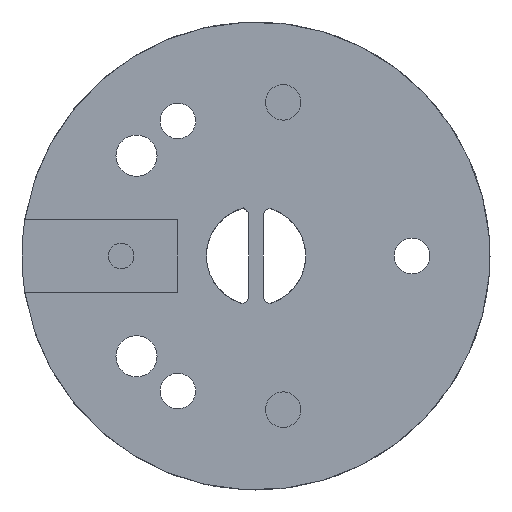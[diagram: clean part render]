
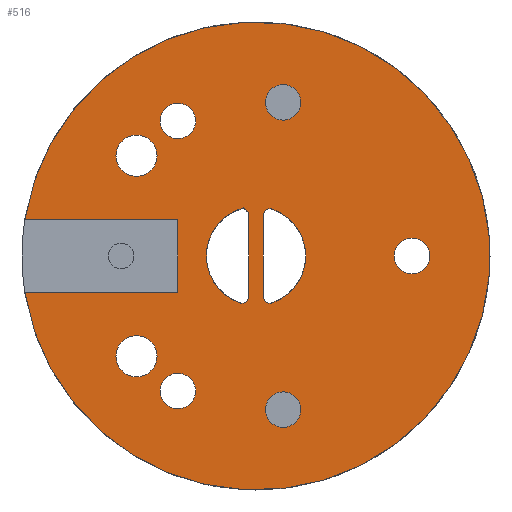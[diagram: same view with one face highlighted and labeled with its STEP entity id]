
A CAD part, front view. The second image highlights one B-rep face of the part: STEP entity #516.
In plain terms, the highlighted planar face has unit normal (0, -1, 0).
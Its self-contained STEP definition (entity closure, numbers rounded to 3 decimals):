
#22=LINE('',#816,#56);
#28=LINE('',#851,#62);
#29=LINE('',#853,#63);
#30=LINE('',#855,#64);
#31=LINE('',#859,#65);
#56=VECTOR('',#649,10.);
#62=VECTOR('',#687,10.);
#63=VECTOR('',#688,10.);
#64=VECTOR('',#689,10.);
#65=VECTOR('',#694,10.);
#106=FACE_BOUND('',#163,.T.);
#107=FACE_BOUND('',#164,.T.);
#108=FACE_BOUND('',#165,.T.);
#109=FACE_BOUND('',#166,.T.);
#110=FACE_BOUND('',#167,.T.);
#111=FACE_BOUND('',#168,.T.);
#112=FACE_BOUND('',#169,.T.);
#113=FACE_BOUND('',#170,.T.);
#114=FACE_BOUND('',#171,.T.);
#126=FACE_OUTER_BOUND('',#162,.T.);
#162=EDGE_LOOP('',(#403,#404,#405,#406));
#163=EDGE_LOOP('',(#407,#408,#409,#410,#411));
#164=EDGE_LOOP('',(#412,#413,#414,#415,#416));
#165=EDGE_LOOP('',(#417));
#166=EDGE_LOOP('',(#418));
#167=EDGE_LOOP('',(#419));
#168=EDGE_LOOP('',(#420));
#169=EDGE_LOOP('',(#421));
#170=EDGE_LOOP('',(#422));
#171=EDGE_LOOP('',(#423));
#201=CIRCLE('',#551,0.5);
#202=CIRCLE('',#553,0.5);
#203=CIRCLE('',#556,0.5);
#210=CIRCLE('',#565,3.5);
#211=CIRCLE('',#566,3.5);
#212=CIRCLE('',#567,3.5);
#213=CIRCLE('',#569,1.);
#214=CIRCLE('',#571,16.5);
#215=CIRCLE('',#572,0.5);
#216=CIRCLE('',#573,1.45);
#217=CIRCLE('',#574,1.45);
#218=CIRCLE('',#575,1.25);
#219=CIRCLE('',#576,1.25);
#220=CIRCLE('',#577,1.25);
#221=CIRCLE('',#578,1.25);
#222=CIRCLE('',#579,1.25);
#241=VERTEX_POINT('',#804);
#242=VERTEX_POINT('',#806);
#243=VERTEX_POINT('',#810);
#244=VERTEX_POINT('',#812);
#245=VERTEX_POINT('',#818);
#246=VERTEX_POINT('',#820);
#253=VERTEX_POINT('',#837);
#254=VERTEX_POINT('',#838);
#255=VERTEX_POINT('',#841);
#256=VERTEX_POINT('',#849);
#257=VERTEX_POINT('',#850);
#258=VERTEX_POINT('',#852);
#259=VERTEX_POINT('',#854);
#260=VERTEX_POINT('',#857);
#261=VERTEX_POINT('',#860);
#262=VERTEX_POINT('',#862);
#263=VERTEX_POINT('',#864);
#264=VERTEX_POINT('',#866);
#265=VERTEX_POINT('',#868);
#266=VERTEX_POINT('',#870);
#267=VERTEX_POINT('',#872);
#291=EDGE_CURVE('',#242,#241,#201,.T.);
#294=EDGE_CURVE('',#244,#243,#202,.T.);
#296=EDGE_CURVE('',#243,#242,#22,.T.);
#299=EDGE_CURVE('',#245,#246,#203,.T.);
#306=EDGE_CURVE('',#253,#254,#210,.T.);
#308=EDGE_CURVE('',#255,#244,#211,.T.);
#310=EDGE_CURVE('',#241,#255,#212,.T.);
#312=EDGE_CURVE('',#254,#245,#213,.T.);
#313=EDGE_CURVE('',#256,#257,#28,.T.);
#314=EDGE_CURVE('',#258,#256,#29,.T.);
#315=EDGE_CURVE('',#259,#258,#30,.T.);
#316=EDGE_CURVE('',#257,#259,#214,.T.);
#317=EDGE_CURVE('',#260,#253,#215,.T.);
#318=EDGE_CURVE('',#246,#260,#31,.T.);
#319=EDGE_CURVE('',#261,#261,#216,.T.);
#320=EDGE_CURVE('',#262,#262,#217,.T.);
#321=EDGE_CURVE('',#263,#263,#218,.T.);
#322=EDGE_CURVE('',#264,#264,#219,.T.);
#323=EDGE_CURVE('',#265,#265,#220,.T.);
#324=EDGE_CURVE('',#266,#266,#221,.T.);
#325=EDGE_CURVE('',#267,#267,#222,.T.);
#403=ORIENTED_EDGE('',*,*,#313,.F.);
#404=ORIENTED_EDGE('',*,*,#314,.F.);
#405=ORIENTED_EDGE('',*,*,#315,.F.);
#406=ORIENTED_EDGE('',*,*,#316,.F.);
#407=ORIENTED_EDGE('',*,*,#317,.T.);
#408=ORIENTED_EDGE('',*,*,#306,.T.);
#409=ORIENTED_EDGE('',*,*,#312,.T.);
#410=ORIENTED_EDGE('',*,*,#299,.T.);
#411=ORIENTED_EDGE('',*,*,#318,.T.);
#412=ORIENTED_EDGE('',*,*,#291,.T.);
#413=ORIENTED_EDGE('',*,*,#310,.T.);
#414=ORIENTED_EDGE('',*,*,#308,.T.);
#415=ORIENTED_EDGE('',*,*,#294,.T.);
#416=ORIENTED_EDGE('',*,*,#296,.T.);
#417=ORIENTED_EDGE('',*,*,#319,.T.);
#418=ORIENTED_EDGE('',*,*,#320,.T.);
#419=ORIENTED_EDGE('',*,*,#321,.F.);
#420=ORIENTED_EDGE('',*,*,#322,.F.);
#421=ORIENTED_EDGE('',*,*,#323,.F.);
#422=ORIENTED_EDGE('',*,*,#324,.F.);
#423=ORIENTED_EDGE('',*,*,#325,.F.);
#497=PLANE('',#570);
#516=ADVANCED_FACE('',(#126,#106,#107,#108,#109,#110,#111,#112,#113,#114),
#497,.F.);
#551=AXIS2_PLACEMENT_3D('',#807,#638,#639);
#553=AXIS2_PLACEMENT_3D('',#813,#644,#645);
#556=AXIS2_PLACEMENT_3D('',#822,#654,#655);
#565=AXIS2_PLACEMENT_3D('',#839,#672,#673);
#566=AXIS2_PLACEMENT_3D('',#842,#675,#676);
#567=AXIS2_PLACEMENT_3D('',#844,#678,#679);
#569=AXIS2_PLACEMENT_3D('',#847,#683,#684);
#570=AXIS2_PLACEMENT_3D('',#848,#685,#686);
#571=AXIS2_PLACEMENT_3D('',#856,#690,#691);
#572=AXIS2_PLACEMENT_3D('',#858,#692,#693);
#573=AXIS2_PLACEMENT_3D('',#861,#695,#696);
#574=AXIS2_PLACEMENT_3D('',#863,#697,#698);
#575=AXIS2_PLACEMENT_3D('',#865,#699,#700);
#576=AXIS2_PLACEMENT_3D('',#867,#701,#702);
#577=AXIS2_PLACEMENT_3D('',#869,#703,#704);
#578=AXIS2_PLACEMENT_3D('',#871,#705,#706);
#579=AXIS2_PLACEMENT_3D('',#873,#707,#708);
#638=DIRECTION('center_axis',(0.,1.,0.));
#639=DIRECTION('ref_axis',(-1.,0.,0.));
#644=DIRECTION('center_axis',(0.,1.,0.));
#645=DIRECTION('ref_axis',(0.333,0.,-0.943));
#649=DIRECTION('',(0.,0.,1.));
#654=DIRECTION('center_axis',(0.,1.,0.));
#655=DIRECTION('ref_axis',(-0.333,0.,0.943));
#672=DIRECTION('center_axis',(0.,1.,0.));
#673=DIRECTION('ref_axis',(-1.,0.,0.));
#675=DIRECTION('center_axis',(0.,1.,0.));
#676=DIRECTION('ref_axis',(0.333,0.,0.943));
#678=DIRECTION('center_axis',(0.,1.,0.));
#679=DIRECTION('ref_axis',(0.333,0.,0.943));
#683=DIRECTION('center_axis',(0.,1.,0.));
#684=DIRECTION('ref_axis',(-0.5,0.,0.866));
#685=DIRECTION('center_axis',(0.,1.,0.));
#686=DIRECTION('ref_axis',(0.,0.,1.));
#687=DIRECTION('',(-1.,0.,0.));
#688=DIRECTION('',(0.,0.,1.));
#689=DIRECTION('',(1.,0.,0.));
#690=DIRECTION('center_axis',(0.,1.,0.));
#691=DIRECTION('ref_axis',(1.,0.,0.));
#692=DIRECTION('center_axis',(0.,1.,0.));
#693=DIRECTION('ref_axis',(1.,0.,0.));
#694=DIRECTION('',(0.,0.,-1.));
#695=DIRECTION('center_axis',(0.,1.,0.));
#696=DIRECTION('ref_axis',(-1.,0.,0.));
#697=DIRECTION('center_axis',(0.,1.,0.));
#698=DIRECTION('ref_axis',(-1.,0.,0.));
#699=DIRECTION('center_axis',(0.,-1.,0.));
#700=DIRECTION('ref_axis',(-1.,0.,0.));
#701=DIRECTION('center_axis',(0.,-1.,0.));
#702=DIRECTION('ref_axis',(-1.,0.,0.));
#703=DIRECTION('center_axis',(0.,-1.,0.));
#704=DIRECTION('ref_axis',(1.,0.,0.));
#705=DIRECTION('center_axis',(0.,-1.,0.));
#706=DIRECTION('ref_axis',(1.,0.,0.));
#707=DIRECTION('center_axis',(0.,-1.,0.));
#708=DIRECTION('ref_axis',(1.,0.,0.));
#804=CARTESIAN_POINT('',(43.167,0.424,6.394));
#806=CARTESIAN_POINT('',(42.5,0.424,5.922));
#807=CARTESIAN_POINT('Origin',(43.,0.424,5.922));
#810=CARTESIAN_POINT('',(42.5,0.424,0.266));
#812=CARTESIAN_POINT('',(43.167,0.424,-0.206));
#813=CARTESIAN_POINT('Origin',(43.,0.424,0.266));
#816=CARTESIAN_POINT('',(42.5,0.424,4.508));
#818=CARTESIAN_POINT('',(41.247,0.424,6.357));
#820=CARTESIAN_POINT('',(41.5,0.424,5.922));
#822=CARTESIAN_POINT('Origin',(41.,0.424,5.922));
#837=CARTESIAN_POINT('',(40.833,0.424,-0.206));
#838=CARTESIAN_POINT('',(41.115,0.424,6.48));
#839=CARTESIAN_POINT('Origin',(42.,0.424,3.094));
#841=CARTESIAN_POINT('',(45.5,0.424,3.094));
#842=CARTESIAN_POINT('Origin',(42.,0.424,3.094));
#844=CARTESIAN_POINT('Origin',(42.,0.424,3.094));
#847=CARTESIAN_POINT('Origin',(40.5,0.424,5.692));
#848=CARTESIAN_POINT('Origin',(42.,0.424,3.094));
#849=CARTESIAN_POINT('',(36.494,0.424,5.644));
#850=CARTESIAN_POINT('',(25.698,0.424,5.644));
#851=CARTESIAN_POINT('',(33.247,0.424,5.644));
#852=CARTESIAN_POINT('',(36.494,0.424,0.544));
#853=CARTESIAN_POINT('',(36.494,0.424,1.819));
#854=CARTESIAN_POINT('',(25.698,0.424,0.544));
#855=CARTESIAN_POINT('',(33.247,0.424,0.544));
#856=CARTESIAN_POINT('Origin',(42.,0.424,3.094));
#857=CARTESIAN_POINT('',(41.5,0.424,0.266));
#858=CARTESIAN_POINT('Origin',(41.,0.424,0.266));
#859=CARTESIAN_POINT('',(41.5,0.424,3.094));
#860=CARTESIAN_POINT('',(35.024,0.424,10.165));
#861=CARTESIAN_POINT('Origin',(33.574,0.424,10.165));
#862=CARTESIAN_POINT('',(35.024,0.424,-3.977));
#863=CARTESIAN_POINT('Origin',(33.574,0.424,-3.977));
#864=CARTESIAN_POINT('',(45.16,0.424,13.927));
#865=CARTESIAN_POINT('Origin',(43.91,0.424,13.927));
#866=CARTESIAN_POINT('',(45.16,0.424,-7.739));
#867=CARTESIAN_POINT('Origin',(43.91,0.424,-7.739));
#868=CARTESIAN_POINT('',(35.244,0.424,12.617));
#869=CARTESIAN_POINT('Origin',(36.494,0.424,12.617));
#870=CARTESIAN_POINT('',(51.75,0.424,3.094));
#871=CARTESIAN_POINT('Origin',(53.,0.424,3.094));
#872=CARTESIAN_POINT('',(35.244,0.424,-6.429));
#873=CARTESIAN_POINT('Origin',(36.494,0.424,-6.429));
